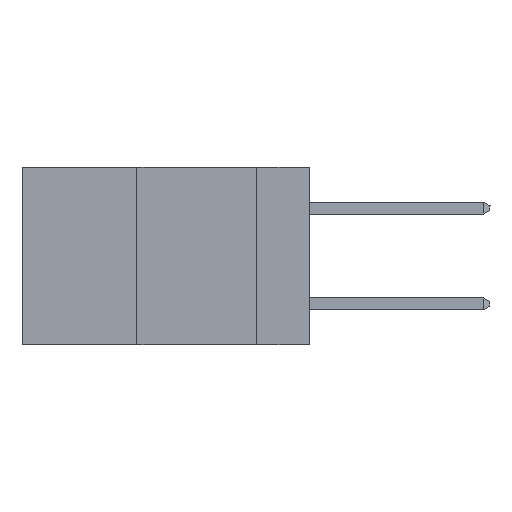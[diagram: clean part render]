
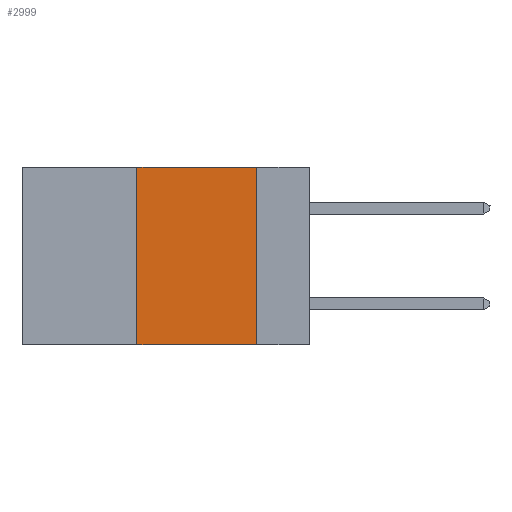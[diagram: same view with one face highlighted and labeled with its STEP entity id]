
A CAD part, left-side view. The second image highlights one B-rep face of the part: STEP entity #2999.
In plain terms, the highlighted planar face has unit normal (-1, 0, 0).
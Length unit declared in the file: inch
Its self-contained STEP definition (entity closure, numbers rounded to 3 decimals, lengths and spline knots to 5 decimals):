
#274 = EDGE_CURVE ( 'NONE', #4918, #5450, #3415, .T. ) ;
#1045 = VECTOR ( 'NONE', #6614, 39.37008 ) ;
#1727 = CARTESIAN_POINT ( 'NONE',  ( 0., 0.6, 0. ) ) ;
#1767 = CARTESIAN_POINT ( 'NONE',  ( 0., 0.11, -0.37 ) ) ;
#1896 = DIRECTION ( 'NONE',  ( 1., 0., 0. ) ) ;
#2310 = DIRECTION ( 'NONE',  ( 0., 0., -1. ) ) ;
#2396 = EDGE_CURVE ( 'NONE', #5450, #8223, #5323, .T. ) ;
#2403 = ORIENTED_EDGE ( 'NONE', *, *, #274, .F. ) ;
#2578 = DIRECTION ( 'NONE',  ( 0., -1., 0. ) ) ;
#2999 = ADVANCED_FACE ( 'NONE', ( #8164 ), #3577, .F. ) ;
#3132 = ORIENTED_EDGE ( 'NONE', *, *, #2396, .F. ) ;
#3415 = LINE ( 'NONE', #7708, #7426 ) ;
#3577 = PLANE ( 'NONE',  #8796 ) ;
#4333 = VECTOR ( 'NONE', #2310, 39.37008 ) ;
#4792 = CARTESIAN_POINT ( 'NONE',  ( 0., 0.11, 0. ) ) ;
#4918 = VERTEX_POINT ( 'NONE', #10804 ) ;
#5323 = LINE ( 'NONE', #1727, #9732 ) ;
#5450 = VERTEX_POINT ( 'NONE', #5691 ) ;
#5691 = CARTESIAN_POINT ( 'NONE',  ( 0., 0.36, 0. ) ) ;
#6614 = DIRECTION ( 'NONE',  ( 0., -1., 0. ) ) ;
#6754 = LINE ( 'NONE', #10114, #1045 ) ;
#6780 = ORIENTED_EDGE ( 'NONE', *, *, #10538, .F. ) ;
#7171 = CARTESIAN_POINT ( 'NONE',  ( 0., 0.6, 0. ) ) ;
#7426 = VECTOR ( 'NONE', #8633, 39.37008 ) ;
#7708 = CARTESIAN_POINT ( 'NONE',  ( 0., 0.36, 0. ) ) ;
#7846 = DIRECTION ( 'NONE',  ( 0., 0., -1. ) ) ;
#7944 = VERTEX_POINT ( 'NONE', #1767 ) ;
#8164 = FACE_OUTER_BOUND ( 'NONE', #8644, .T. ) ;
#8223 = VERTEX_POINT ( 'NONE', #9976 ) ;
#8633 = DIRECTION ( 'NONE',  ( 0., 0., 1. ) ) ;
#8644 = EDGE_LOOP ( 'NONE', ( #6780, #3132, #2403, #9634 ) ) ;
#8796 = AXIS2_PLACEMENT_3D ( 'NONE', #7171, #1896, #7846 ) ;
#9256 = EDGE_CURVE ( 'NONE', #4918, #7944, #6754, .T. ) ;
#9634 = ORIENTED_EDGE ( 'NONE', *, *, #9256, .T. ) ;
#9732 = VECTOR ( 'NONE', #2578, 39.37008 ) ;
#9976 = CARTESIAN_POINT ( 'NONE',  ( 0., 0.11, 0. ) ) ;
#10114 = CARTESIAN_POINT ( 'NONE',  ( 0., 0.6, -0.37 ) ) ;
#10538 = EDGE_CURVE ( 'NONE', #8223, #7944, #11003, .T. ) ;
#10804 = CARTESIAN_POINT ( 'NONE',  ( 0., 0.36, -0.37 ) ) ;
#11003 = LINE ( 'NONE', #4792, #4333 ) ;
